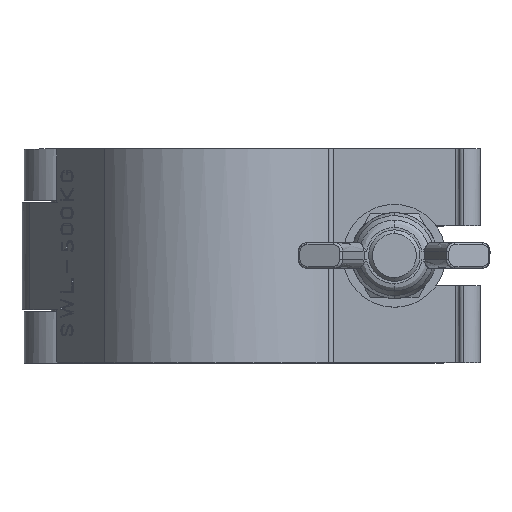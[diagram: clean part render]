
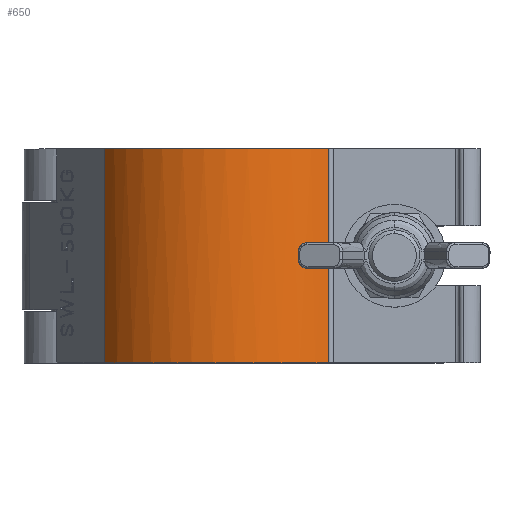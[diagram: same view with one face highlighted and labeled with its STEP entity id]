
A CAD part, top view. The second image highlights one B-rep face of the part: STEP entity #650.
In plain terms, the highlighted free-form (B-spline) face has degree [2, 1] with [9, 2] control points.
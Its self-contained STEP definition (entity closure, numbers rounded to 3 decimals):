
#650=ADVANCED_FACE('',(#1230),#8574,.T.);
#1230=FACE_OUTER_BOUND('',#1836,.T.);
#1836=EDGE_LOOP('',(#3960,#3961,#3962,#3963));
#3960=ORIENTED_EDGE('',*,*,#5723,.F.);
#3961=ORIENTED_EDGE('',*,*,#5725,.T.);
#3962=ORIENTED_EDGE('',*,*,#5655,.F.);
#3963=ORIENTED_EDGE('',*,*,#5726,.T.);
#5655=EDGE_CURVE('',#8037,#8030,#7244,.T.);
#5723=EDGE_CURVE('',#8082,#8083,#7288,.T.);
#5725=EDGE_CURVE('',#8082,#8030,#6482,.T.);
#5726=EDGE_CURVE('',#8037,#8083,#6483,.T.);
#6482=(
BOUNDED_CURVE()
B_SPLINE_CURVE(2,(#21087,#21088,#21089,#21090,#21091),.UNSPECIFIED.,.F.,
 .F.)
B_SPLINE_CURVE_WITH_KNOTS((3,2,3),(0.,30.035,60.07),
 .UNSPECIFIED.)
CURVE()
GEOMETRIC_REPRESENTATION_ITEM()
RATIONAL_B_SPLINE_CURVE((1.,0.911,1.,0.911,1.))
REPRESENTATION_ITEM('')
);
#6483=(
BOUNDED_CURVE()
B_SPLINE_CURVE(2,(#21092,#21093,#21094,#21095,#21096),.UNSPECIFIED.,.F.,
 .F.)
B_SPLINE_CURVE_WITH_KNOTS((3,2,3),(0.,30.035,60.07),
 .UNSPECIFIED.)
CURVE()
GEOMETRIC_REPRESENTATION_ITEM()
RATIONAL_B_SPLINE_CURVE((1.,0.911,1.,0.911,1.))
REPRESENTATION_ITEM('')
);
#7244=B_SPLINE_CURVE_WITH_KNOTS('',1,(#20891,#20892),.UNSPECIFIED.,.F.,
 .F.,(2,2),(-10.,40.),.UNSPECIFIED.);
#7288=B_SPLINE_CURVE_WITH_KNOTS('',1,(#21083,#21084),.UNSPECIFIED.,.F.,
 .F.,(2,2),(-40.,10.),.UNSPECIFIED.);
#8030=VERTEX_POINT('',#20189);
#8037=VERTEX_POINT('',#20196);
#8082=VERTEX_POINT('',#20241);
#8083=VERTEX_POINT('',#20242);
#8574=(
BOUNDED_SURFACE()
B_SPLINE_SURFACE(2,1,((#19980,#19981),(#19982,#19983),(#19984,#19985),(#19986,
#19987),(#19988,#19989),(#19990,#19991),(#19992,#19993),(#19994,#19995),
(#19996,#19997)),.UNSPECIFIED.,.T.,.F.,.F.)
B_SPLINE_SURFACE_WITH_KNOTS((3,2,2,2,3),(2,2),(0.,55.569,111.138,
166.706,222.275),(0.,50.02),.UNSPECIFIED.)
GEOMETRIC_REPRESENTATION_ITEM()
RATIONAL_B_SPLINE_SURFACE(((1.,1.),(0.707,0.707),
(1.,1.),(0.707,0.707),(1.,1.),(0.707,
0.707),(1.,1.),(0.707,0.707),(1.,1.)))
REPRESENTATION_ITEM('')
SURFACE()
);
#19980=CARTESIAN_POINT('',(-231.438,-1372.115,719.745));
#19981=CARTESIAN_POINT('',(-231.438,-1422.135,719.745));
#19982=CARTESIAN_POINT('',(-240.259,-1372.115,754.004));
#19983=CARTESIAN_POINT('',(-240.259,-1422.135,754.004));
#19984=CARTESIAN_POINT('',(-274.518,-1372.115,745.182));
#19985=CARTESIAN_POINT('',(-274.518,-1422.135,745.182));
#19986=CARTESIAN_POINT('',(-308.777,-1372.115,736.36));
#19987=CARTESIAN_POINT('',(-308.777,-1422.135,736.36));
#19988=CARTESIAN_POINT('',(-299.955,-1372.115,702.102));
#19989=CARTESIAN_POINT('',(-299.955,-1422.135,702.102));
#19990=CARTESIAN_POINT('',(-291.133,-1372.115,667.843));
#19991=CARTESIAN_POINT('',(-291.133,-1422.135,667.843));
#19992=CARTESIAN_POINT('',(-256.874,-1372.115,676.665));
#19993=CARTESIAN_POINT('',(-256.874,-1422.135,676.665));
#19994=CARTESIAN_POINT('',(-222.616,-1372.115,685.487));
#19995=CARTESIAN_POINT('',(-222.616,-1422.135,685.487));
#19996=CARTESIAN_POINT('',(-231.438,-1372.115,719.745));
#19997=CARTESIAN_POINT('',(-231.438,-1422.135,719.745));
#20189=CARTESIAN_POINT('',(-295.619,-1372.125,729.795));
#20196=CARTESIAN_POINT('',(-295.619,-1422.125,729.795));
#20241=CARTESIAN_POINT('',(-243.181,-1372.125,738.21));
#20242=CARTESIAN_POINT('',(-243.181,-1422.125,738.21));
#20891=CARTESIAN_POINT('',(-295.619,-1422.125,729.795));
#20892=CARTESIAN_POINT('',(-295.619,-1372.125,729.795));
#21083=CARTESIAN_POINT('',(-243.181,-1372.125,738.21));
#21084=CARTESIAN_POINT('',(-243.181,-1422.125,738.21));
#21087=CARTESIAN_POINT('',(-243.181,-1372.125,738.21));
#21088=CARTESIAN_POINT('',(-255.514,-1372.125,748.386));
#21089=CARTESIAN_POINT('',(-271.301,-1372.125,745.853));
#21090=CARTESIAN_POINT('',(-287.089,-1372.125,743.319));
#21091=CARTESIAN_POINT('',(-295.619,-1372.125,729.795));
#21092=CARTESIAN_POINT('',(-295.619,-1422.125,729.795));
#21093=CARTESIAN_POINT('',(-287.089,-1422.125,743.319));
#21094=CARTESIAN_POINT('',(-271.301,-1422.125,745.853));
#21095=CARTESIAN_POINT('',(-255.514,-1422.125,748.386));
#21096=CARTESIAN_POINT('',(-243.181,-1422.125,738.21));
